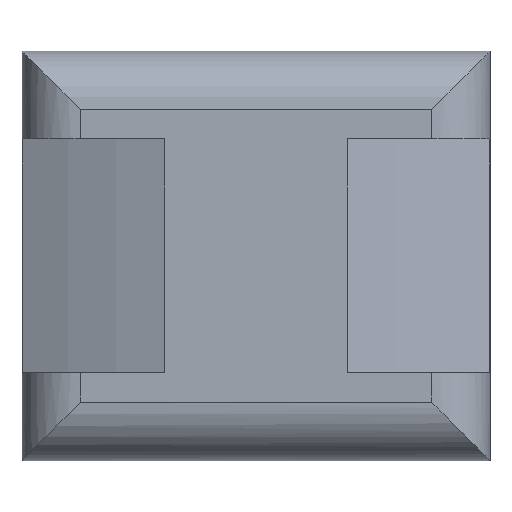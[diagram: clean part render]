
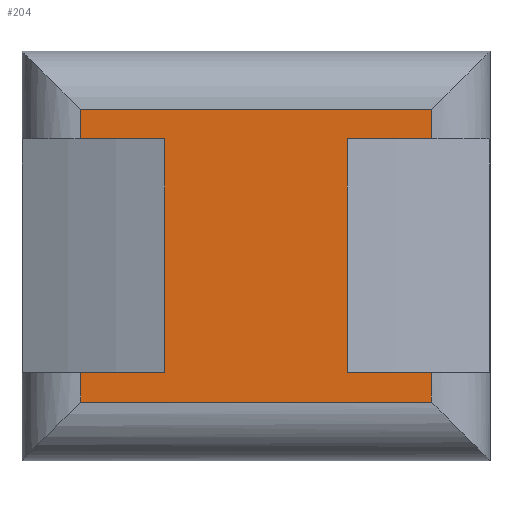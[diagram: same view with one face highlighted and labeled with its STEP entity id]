
A CAD part, top view. The second image highlights one B-rep face of the part: STEP entity #204.
In plain terms, the highlighted planar face has unit normal (0, 0, 1).
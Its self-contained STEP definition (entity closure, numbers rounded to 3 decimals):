
#73=CARTESIAN_POINT('',(-3.,-2.5,3.0));
#74=VERTEX_POINT('',#73);
#92=CARTESIAN_POINT('',(3.,-2.5,3.0));
#93=VERTEX_POINT('',#92);
#101=CARTESIAN_POINT('',(3.,-2.5,3.0));
#102=DIRECTION('',(-1.0,0.0,0.0));
#103=VECTOR('',#102,6.);
#104=LINE('',#101,#103);
#105=EDGE_CURVE('',#93,#74,#104,.T.);
#110=CARTESIAN_POINT('',(0.,0.,3.0));
#111=DIRECTION('',(0.0,0.0,1.0));
#112=DIRECTION('',(1.0,0.0,0.0));
#113=AXIS2_PLACEMENT_3D('',#110,#111,#112);
#114=PLANE('',#113);
#115=ORIENTED_EDGE('',*,*,#105,.F.);
#116=CARTESIAN_POINT('',(3.,-2.0,3.0));
#117=VERTEX_POINT('',#116);
#118=CARTESIAN_POINT('',(3.,-2.0,3.0));
#119=DIRECTION('',(0.0,-1.0,0.0));
#120=VECTOR('',#119,0.5);
#121=LINE('',#118,#120);
#122=EDGE_CURVE('',#117,#93,#121,.T.);
#123=ORIENTED_EDGE('',*,*,#122,.F.);
#124=CARTESIAN_POINT('',(1.559,-2.0,3.0));
#125=VERTEX_POINT('',#124);
#126=CARTESIAN_POINT('',(3.,-2.0,3.0));
#127=DIRECTION('',(-1.0,0.0,0.0));
#128=VECTOR('',#127,1.441);
#129=LINE('',#126,#128);
#130=EDGE_CURVE('',#117,#125,#129,.T.);
#131=ORIENTED_EDGE('',*,*,#130,.T.);
#132=CARTESIAN_POINT('',(1.559,2.0,3.0));
#133=VERTEX_POINT('',#132);
#134=CARTESIAN_POINT('',(1.559,-2.0,3.0));
#135=DIRECTION('',(0.0,1.0,0.0));
#136=VECTOR('',#135,4.0);
#137=LINE('',#134,#136);
#138=EDGE_CURVE('',#125,#133,#137,.T.);
#139=ORIENTED_EDGE('',*,*,#138,.T.);
#140=CARTESIAN_POINT('',(3.,2.0,3.0));
#141=VERTEX_POINT('',#140);
#142=CARTESIAN_POINT('',(1.559,2.0,3.0));
#143=DIRECTION('',(1.0,0.0,0.0));
#144=VECTOR('',#143,1.441);
#145=LINE('',#142,#144);
#146=EDGE_CURVE('',#133,#141,#145,.T.);
#147=ORIENTED_EDGE('',*,*,#146,.T.);
#148=CARTESIAN_POINT('',(3.,2.5,3.0));
#149=VERTEX_POINT('',#148);
#150=CARTESIAN_POINT('',(3.,2.5,3.0));
#151=DIRECTION('',(0.0,-1.0,0.0));
#152=VECTOR('',#151,0.5);
#153=LINE('',#150,#152);
#154=EDGE_CURVE('',#149,#141,#153,.T.);
#155=ORIENTED_EDGE('',*,*,#154,.F.);
#156=CARTESIAN_POINT('',(-3.0,2.5,3.0));
#157=VERTEX_POINT('',#156);
#158=CARTESIAN_POINT('',(-3.0,2.5,3.0));
#159=DIRECTION('',(1.0,0.0,0.0));
#160=VECTOR('',#159,6.);
#161=LINE('',#158,#160);
#162=EDGE_CURVE('',#157,#149,#161,.T.);
#163=ORIENTED_EDGE('',*,*,#162,.F.);
#164=CARTESIAN_POINT('',(-3.,2.0,3.0));
#165=VERTEX_POINT('',#164);
#166=CARTESIAN_POINT('',(-3.0,2.0,3.0));
#167=DIRECTION('',(0.0,1.0,0.0));
#168=VECTOR('',#167,0.5);
#169=LINE('',#166,#168);
#170=EDGE_CURVE('',#165,#157,#169,.T.);
#171=ORIENTED_EDGE('',*,*,#170,.F.);
#172=CARTESIAN_POINT('',(-1.559,2.0,3.0));
#173=VERTEX_POINT('',#172);
#174=CARTESIAN_POINT('',(-3.,2.0,3.0));
#175=DIRECTION('',(1.0,0.0,0.0));
#176=VECTOR('',#175,1.441);
#177=LINE('',#174,#176);
#178=EDGE_CURVE('',#165,#173,#177,.T.);
#179=ORIENTED_EDGE('',*,*,#178,.T.);
#180=CARTESIAN_POINT('',(-1.559,-2.0,3.0));
#181=VERTEX_POINT('',#180);
#182=CARTESIAN_POINT('',(-1.559,2.0,3.0));
#183=DIRECTION('',(0.0,-1.0,0.0));
#184=VECTOR('',#183,4.0);
#185=LINE('',#182,#184);
#186=EDGE_CURVE('',#173,#181,#185,.T.);
#187=ORIENTED_EDGE('',*,*,#186,.T.);
#188=CARTESIAN_POINT('',(-3.,-2.0,3.0));
#189=VERTEX_POINT('',#188);
#190=CARTESIAN_POINT('',(-1.559,-2.0,3.0));
#191=DIRECTION('',(-1.0,0.0,0.0));
#192=VECTOR('',#191,1.441);
#193=LINE('',#190,#192);
#194=EDGE_CURVE('',#181,#189,#193,.T.);
#195=ORIENTED_EDGE('',*,*,#194,.T.);
#196=CARTESIAN_POINT('',(-3.,-2.5,3.0));
#197=DIRECTION('',(0.0,1.0,0.0));
#198=VECTOR('',#197,0.5);
#199=LINE('',#196,#198);
#200=EDGE_CURVE('',#74,#189,#199,.T.);
#201=ORIENTED_EDGE('',*,*,#200,.F.);
#202=EDGE_LOOP('',(#115,#123,#131,#139,#147,#155,#163,#171,#179,#187,#195,#201));
#203=FACE_OUTER_BOUND('',#202,.T.);
#204=ADVANCED_FACE('',(#203),#114,.T.);
